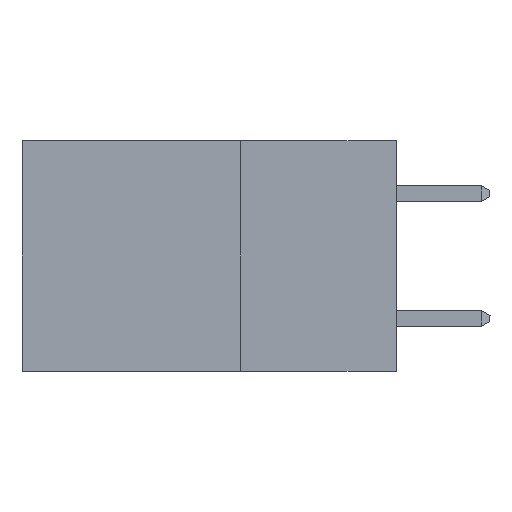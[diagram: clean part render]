
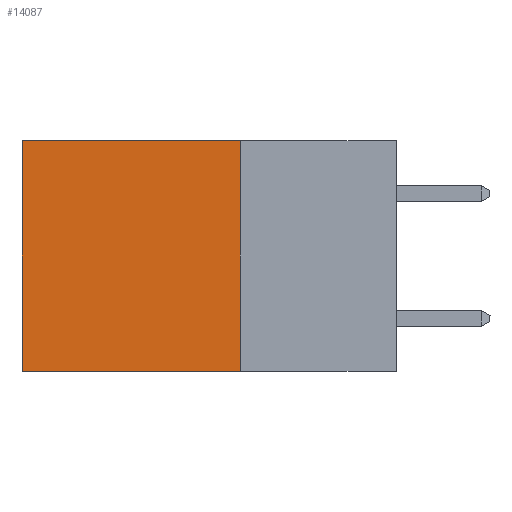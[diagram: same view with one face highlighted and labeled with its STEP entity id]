
A CAD part, left-side view. The second image highlights one B-rep face of the part: STEP entity #14087.
In plain terms, the highlighted planar face has unit normal (-1, 0, 0).
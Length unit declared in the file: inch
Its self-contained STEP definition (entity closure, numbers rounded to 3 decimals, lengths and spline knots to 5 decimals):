
#2794 = EDGE_CURVE ( 'NONE', #27899, #19814, #24233, .T. ) ;
#3493 = DIRECTION ( 'NONE',  ( 0., 1., 0. ) ) ;
#4445 = CARTESIAN_POINT ( 'NONE',  ( 0.298, 0.6, 0. ) ) ;
#5139 = EDGE_CURVE ( 'NONE', #15031, #27899, #25543, .T. ) ;
#5559 = VECTOR ( 'NONE', #3493, 39.37008 ) ;
#5720 = ORIENTED_EDGE ( 'NONE', *, *, #10664, .F. ) ;
#7022 = FACE_OUTER_BOUND ( 'NONE', #21633, .T. ) ;
#8985 = LINE ( 'NONE', #29857, #21838 ) ;
#9105 = PLANE ( 'NONE',  #23479 ) ;
#9925 = LINE ( 'NONE', #12236, #15608 ) ;
#10664 = EDGE_CURVE ( 'NONE', #13846, #19814, #8985, .T. ) ;
#11703 = ORIENTED_EDGE ( 'NONE', *, *, #19750, .F. ) ;
#12236 = CARTESIAN_POINT ( 'NONE',  ( 0.298, 0.25, 0. ) ) ;
#13101 = DIRECTION ( 'NONE',  ( 0., 1., 0. ) ) ;
#13846 = VERTEX_POINT ( 'NONE', #15172 ) ;
#13985 = DIRECTION ( 'NONE',  ( 1., 0., 0. ) ) ;
#14087 = ADVANCED_FACE ( 'NONE', ( #7022 ), #9105, .F. ) ;
#14907 = CARTESIAN_POINT ( 'NONE',  ( 0.298, 0.6, -0.37 ) ) ;
#15031 = VERTEX_POINT ( 'NONE', #24542 ) ;
#15172 = CARTESIAN_POINT ( 'NONE',  ( 0.298, 0.25, -0.37 ) ) ;
#15608 = VECTOR ( 'NONE', #21842, 39.37008 ) ;
#17137 = VECTOR ( 'NONE', #18956, 39.37008 ) ;
#18116 = CARTESIAN_POINT ( 'NONE',  ( 0.298, 0.25, 0. ) ) ;
#18956 = DIRECTION ( 'NONE',  ( 0., 0., -1. ) ) ;
#19750 = EDGE_CURVE ( 'NONE', #15031, #13846, #9925, .T. ) ;
#19814 = VERTEX_POINT ( 'NONE', #14907 ) ;
#20353 = CARTESIAN_POINT ( 'NONE',  ( 0.298, 0.6, 0. ) ) ;
#21633 = EDGE_LOOP ( 'NONE', ( #28980, #5720, #11703, #26907 ) ) ;
#21838 = VECTOR ( 'NONE', #13101, 39.37008 ) ;
#21842 = DIRECTION ( 'NONE',  ( 0., 0., -1. ) ) ;
#23479 = AXIS2_PLACEMENT_3D ( 'NONE', #25934, #13985, #30709 ) ;
#24233 = LINE ( 'NONE', #4445, #17137 ) ;
#24542 = CARTESIAN_POINT ( 'NONE',  ( 0.298, 0.25, 0. ) ) ;
#25543 = LINE ( 'NONE', #18116, #5559 ) ;
#25934 = CARTESIAN_POINT ( 'NONE',  ( 0.298, 0.25, 0. ) ) ;
#26907 = ORIENTED_EDGE ( 'NONE', *, *, #5139, .T. ) ;
#27899 = VERTEX_POINT ( 'NONE', #20353 ) ;
#28980 = ORIENTED_EDGE ( 'NONE', *, *, #2794, .T. ) ;
#29857 = CARTESIAN_POINT ( 'NONE',  ( 0.298, 0.25, -0.37 ) ) ;
#30709 = DIRECTION ( 'NONE',  ( 0., 0., -1. ) ) ;
